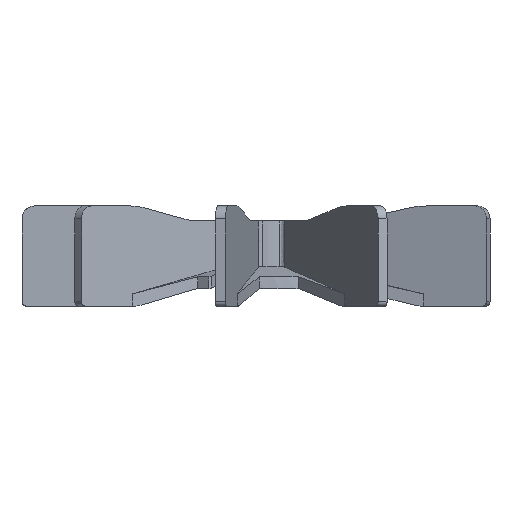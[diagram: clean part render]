
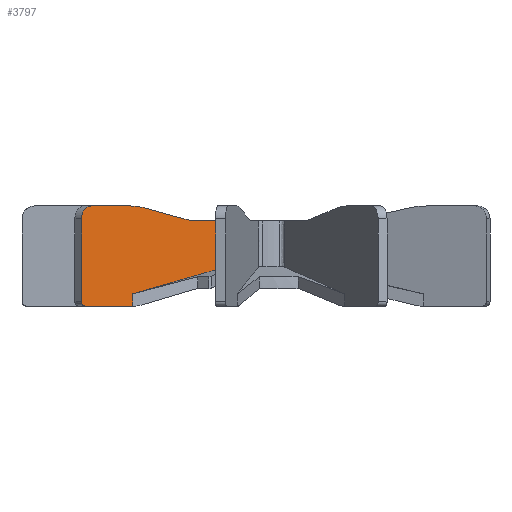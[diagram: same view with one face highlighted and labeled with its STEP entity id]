
A CAD part, left-side view. The second image highlights one B-rep face of the part: STEP entity #3797.
In plain terms, the highlighted free-form (B-spline) face has degree [1, 1] with [2, 2] control points.
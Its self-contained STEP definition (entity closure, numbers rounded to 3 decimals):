
#100 = EDGE_CURVE('',#101,#103,#105,.T.);
#101 = VERTEX_POINT('',#102);
#102 = CARTESIAN_POINT('',(-10.793,10.581,
    24.451));
#103 = VERTEX_POINT('',#104);
#104 = CARTESIAN_POINT('',(-10.793,10.581,
    11.312));
#105 = B_SPLINE_CURVE_WITH_KNOTS('',1,(#106,#107),.UNSPECIFIED.,.F.,.F.,
  (2,2),(0.,10.747),.PIECEWISE_BEZIER_KNOTS.);
#106 = CARTESIAN_POINT('',(-10.793,10.581,
    24.451));
#107 = CARTESIAN_POINT('',(-10.793,10.581,
    11.312));
#2873 = EDGE_CURVE('',#103,#2874,#2876,.T.);
#2874 = VERTEX_POINT('',#2875);
#2875 = CARTESIAN_POINT('',(-18.78,20.098,
    8.558));
#2876 = ( BOUNDED_CURVE() B_SPLINE_CURVE(2,(#2877,#2878,#2879),
.UNSPECIFIED.,.F.,.F.) B_SPLINE_CURVE_WITH_KNOTS((3,3),(4.493,
4.592),.PIECEWISE_BEZIER_KNOTS.) CURVE() 
GEOMETRIC_REPRESENTATION_ITEM() RATIONAL_B_SPLINE_CURVE((1.747,
1.382,1.)) REPRESENTATION_ITEM('') );
#2877 = CARTESIAN_POINT('',(-10.793,10.581,
    11.312));
#2878 = CARTESIAN_POINT('',(-13.625,13.956,
    10.337));
#2879 = CARTESIAN_POINT('',(-18.78,20.098,
    8.558));
#2881 = EDGE_CURVE('',#2882,#2874,#2884,.T.);
#2882 = VERTEX_POINT('',#2883);
#2883 = CARTESIAN_POINT('',(-32.925,36.956,
    3.671));
#2884 = ( BOUNDED_CURVE() B_SPLINE_CURVE(2,(#2885,#2886,#2887),
.UNSPECIFIED.,.F.,.F.) B_SPLINE_CURVE_WITH_KNOTS((3,3),(
0.038,0.165),.PIECEWISE_BEZIER_KNOTS.) CURVE() 
GEOMETRIC_REPRESENTATION_ITEM() RATIONAL_B_SPLINE_CURVE((1.304,
1.805,2.294)) REPRESENTATION_ITEM('') );
#2885 = CARTESIAN_POINT('',(-32.925,36.956,
    3.671));
#2886 = CARTESIAN_POINT('',(-23.833,26.12,
    6.813));
#2887 = CARTESIAN_POINT('',(-18.78,20.098,
    8.558));
#3773 = EDGE_CURVE('',#2882,#3774,#3776,.T.);
#3774 = VERTEX_POINT('',#3775);
#3775 = CARTESIAN_POINT('',(-32.925,36.956,
    0.224));
#3776 = B_SPLINE_CURVE_WITH_KNOTS('',1,(#3777,#3778),.UNSPECIFIED.,.F.,
  .F.,(2,2),(2.615,5.435),.PIECEWISE_BEZIER_KNOTS.);
#3777 = CARTESIAN_POINT('',(-32.925,36.956,
    3.671));
#3778 = CARTESIAN_POINT('',(-32.925,36.956,
    0.224));
#3797 = ADVANCED_FACE('',(#3798),#3869,.T.);
#3798 = FACE_BOUND('',#3799,.T.);
#3799 = EDGE_LOOP('',(#3800,#3801,#3808,#3816,#3823,#3831,#3838,#3846,
    #3853,#3861,#3866,#3867,#3868));
#3800 = ORIENTED_EDGE('',*,*,#100,.F.);
#3801 = ORIENTED_EDGE('',*,*,#3802,.T.);
#3802 = EDGE_CURVE('',#101,#3803,#3805,.T.);
#3803 = VERTEX_POINT('',#3804);
#3804 = CARTESIAN_POINT('',(-17.156,18.164,
    24.451));
#3805 = B_SPLINE_CURVE_WITH_KNOTS('',1,(#3806,#3807),.UNSPECIFIED.,.F.,
  .F.,(2,2),(12.305,20.402),.PIECEWISE_BEZIER_KNOTS.);
#3806 = CARTESIAN_POINT('',(-10.793,10.581,
    24.451));
#3807 = CARTESIAN_POINT('',(-17.156,18.164,
    24.451));
#3808 = ORIENTED_EDGE('',*,*,#3809,.F.);
#3809 = EDGE_CURVE('',#3810,#3803,#3812,.T.);
#3810 = VERTEX_POINT('',#3811);
#3811 = CARTESIAN_POINT('',(-20.418,22.05,
    24.983));
#3812 = ( BOUNDED_CURVE() B_SPLINE_CURVE(2,(#3813,#3814,#3815),
.UNSPECIFIED.,.F.,.F.) B_SPLINE_CURVE_WITH_KNOTS((3,3),(6.179,
6.388),.PIECEWISE_BEZIER_KNOTS.) CURVE() 
GEOMETRIC_REPRESENTATION_ITEM() RATIONAL_B_SPLINE_CURVE((1.,
0.995,1.)) REPRESENTATION_ITEM('') );
#3813 = CARTESIAN_POINT('',(-20.418,22.05,
    24.983));
#3814 = CARTESIAN_POINT('',(-18.805,20.128,
    24.451));
#3815 = CARTESIAN_POINT('',(-17.156,18.164,
    24.451));
#3816 = ORIENTED_EDGE('',*,*,#3817,.T.);
#3817 = EDGE_CURVE('',#3810,#3818,#3820,.T.);
#3818 = VERTEX_POINT('',#3819);
#3819 = CARTESIAN_POINT('',(-30.158,33.659,
    28.197));
#3820 = B_SPLINE_CURVE_WITH_KNOTS('',1,(#3821,#3822),.UNSPECIFIED.,.F.,
  .F.,(2,2),(2.098,14.769),.PIECEWISE_BEZIER_KNOTS.);
#3821 = CARTESIAN_POINT('',(-20.418,22.05,
    24.983));
#3822 = CARTESIAN_POINT('',(-30.158,33.659,
    28.197));
#3823 = ORIENTED_EDGE('',*,*,#3824,.F.);
#3824 = EDGE_CURVE('',#3825,#3818,#3827,.T.);
#3825 = VERTEX_POINT('',#3826);
#3826 = CARTESIAN_POINT('',(-33.42,37.546,
    28.729));
#3827 = ( BOUNDED_CURVE() B_SPLINE_CURVE(2,(#3828,#3829,#3830),
.UNSPECIFIED.,.F.,.F.) B_SPLINE_CURVE_WITH_KNOTS((3,3),(6.179,
6.388),.PIECEWISE_BEZIER_KNOTS.) CURVE() 
GEOMETRIC_REPRESENTATION_ITEM() RATIONAL_B_SPLINE_CURVE((1.,
0.995,1.)) REPRESENTATION_ITEM('') );
#3828 = CARTESIAN_POINT('',(-33.42,37.546,
    28.729));
#3829 = CARTESIAN_POINT('',(-31.771,35.581,
    28.729));
#3830 = CARTESIAN_POINT('',(-30.158,33.659,
    28.197));
#3831 = ORIENTED_EDGE('',*,*,#3832,.T.);
#3832 = EDGE_CURVE('',#3825,#3833,#3835,.T.);
#3833 = VERTEX_POINT('',#3834);
#3834 = CARTESIAN_POINT('',(-42.773,48.692,
    28.729));
#3835 = B_SPLINE_CURVE_WITH_KNOTS('',1,(#3836,#3837),.UNSPECIFIED.,.F.,
  .F.,(2,2),(-14.902,-3.),.PIECEWISE_BEZIER_KNOTS.);
#3836 = CARTESIAN_POINT('',(-33.42,37.546,
    28.729));
#3837 = CARTESIAN_POINT('',(-42.773,48.692,
    28.729));
#3838 = ORIENTED_EDGE('',*,*,#3839,.F.);
#3839 = EDGE_CURVE('',#3840,#3833,#3842,.T.);
#3840 = VERTEX_POINT('',#3841);
#3841 = CARTESIAN_POINT('',(-45.13,51.502,
    25.062));
#3842 = ( BOUNDED_CURVE() B_SPLINE_CURVE(2,(#3843,#3844,#3845),
.UNSPECIFIED.,.F.,.F.) B_SPLINE_CURVE_WITH_KNOTS((3,3),(5.498,
7.069),.PIECEWISE_BEZIER_KNOTS.) CURVE() 
GEOMETRIC_REPRESENTATION_ITEM() RATIONAL_B_SPLINE_CURVE((1.,
0.707,1.)) REPRESENTATION_ITEM('') );
#3843 = CARTESIAN_POINT('',(-45.13,51.502,
    25.062));
#3844 = CARTESIAN_POINT('',(-45.13,51.502,
    28.729));
#3845 = CARTESIAN_POINT('',(-42.773,48.692,
    28.729));
#3846 = ORIENTED_EDGE('',*,*,#3847,.T.);
#3847 = EDGE_CURVE('',#3840,#3848,#3850,.T.);
#3848 = VERTEX_POINT('',#3849);
#3849 = CARTESIAN_POINT('',(-45.13,51.502,
    1.447));
#3850 = B_SPLINE_CURVE_WITH_KNOTS('',1,(#3851,#3852),.UNSPECIFIED.,.F.,
  .F.,(2,2),(-20.316,-1.),.PIECEWISE_BEZIER_KNOTS.);
#3851 = CARTESIAN_POINT('',(-45.13,51.502,
    25.062));
#3852 = CARTESIAN_POINT('',(-45.13,51.502,
    1.447));
#3853 = ORIENTED_EDGE('',*,*,#3854,.F.);
#3854 = EDGE_CURVE('',#3855,#3848,#3857,.T.);
#3855 = VERTEX_POINT('',#3856);
#3856 = CARTESIAN_POINT('',(-44.344,50.565,
    0.224));
#3857 = ( BOUNDED_CURVE() B_SPLINE_CURVE(2,(#3858,#3859,#3860),
.UNSPECIFIED.,.F.,.F.) B_SPLINE_CURVE_WITH_KNOTS((3,3),(5.498,
7.069),.PIECEWISE_BEZIER_KNOTS.) CURVE() 
GEOMETRIC_REPRESENTATION_ITEM() RATIONAL_B_SPLINE_CURVE((1.,
0.707,1.)) REPRESENTATION_ITEM('') );
#3858 = CARTESIAN_POINT('',(-44.344,50.565,
    0.224));
#3859 = CARTESIAN_POINT('',(-45.13,51.502,
    0.224));
#3860 = CARTESIAN_POINT('',(-45.13,51.502,
    1.447));
#3861 = ORIENTED_EDGE('',*,*,#3862,.T.);
#3862 = EDGE_CURVE('',#3855,#3774,#3863,.T.);
#3863 = B_SPLINE_CURVE_WITH_KNOTS('',1,(#3864,#3865),.UNSPECIFIED.,.F.,
  .F.,(2,2),(-16.,-1.468),.PIECEWISE_BEZIER_KNOTS.);
#3864 = CARTESIAN_POINT('',(-44.344,50.565,
    0.224));
#3865 = CARTESIAN_POINT('',(-32.925,36.956,
    0.224));
#3866 = ORIENTED_EDGE('',*,*,#3773,.F.);
#3867 = ORIENTED_EDGE('',*,*,#2881,.T.);
#3868 = ORIENTED_EDGE('',*,*,#2873,.F.);
#3869 = B_SPLINE_SURFACE_WITH_KNOTS('',1,1,(
    (#3870,#3871)
    ,(#3872,#3873
    )),.UNSPECIFIED.,.F.,.F.,.F.,(2,2),(2,2),(-11.658,
    11.658),(-15.695,28.),.PIECEWISE_BEZIER_KNOTS.);
#3870 = CARTESIAN_POINT('',(-10.793,10.581,
    0.224));
#3871 = CARTESIAN_POINT('',(-45.13,51.502,
    0.224));
#3872 = CARTESIAN_POINT('',(-10.793,10.581,
    28.729));
#3873 = CARTESIAN_POINT('',(-45.13,51.502,
    28.729));
